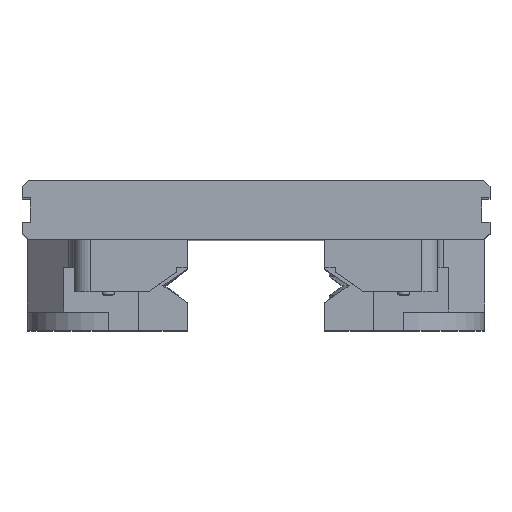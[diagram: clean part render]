
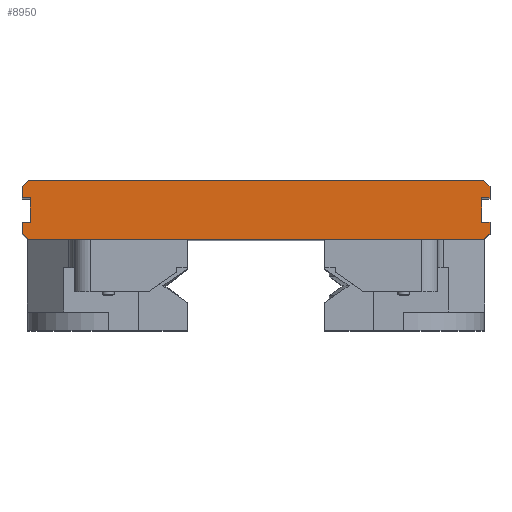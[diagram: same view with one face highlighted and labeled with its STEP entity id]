
A CAD part, top view. The second image highlights one B-rep face of the part: STEP entity #8950.
In plain terms, the highlighted planar face has unit normal (0, 0, 1).
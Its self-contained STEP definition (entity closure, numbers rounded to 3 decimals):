
#12 = ORIENTED_EDGE ( 'NONE', *, *, #17647, .T. ) ;
#768 = CARTESIAN_POINT ( 'NONE',  ( 0., 10.25, 180. ) ) ;
#1165 = VERTEX_POINT ( 'NONE', #17495 ) ;
#1189 = DIRECTION ( 'NONE',  ( -0.707, 0.707, 0. ) ) ;
#1285 = DIRECTION ( 'NONE',  ( -1., 0., 0. ) ) ;
#1295 = CARTESIAN_POINT ( 'NONE',  ( -58., 4.25, 180. ) ) ;
#1552 = VERTEX_POINT ( 'NONE', #11042 ) ;
#1578 = LINE ( 'NONE', #9191, #6265 ) ;
#1818 = VECTOR ( 'NONE', #5774, 1000. ) ;
#1943 = ORIENTED_EDGE ( 'NONE', *, *, #10214, .T. ) ;
#2139 = VECTOR ( 'NONE', #23020, 1000. ) ;
#2155 = VECTOR ( 'NONE', #8262, 1000. ) ;
#2251 = ORIENTED_EDGE ( 'NONE', *, *, #5902, .T. ) ;
#2377 = EDGE_CURVE ( 'NONE', #19618, #24269, #10106, .T. ) ;
#2597 = DIRECTION ( 'NONE',  ( -0.707, -0.707, 0. ) ) ;
#2819 = EDGE_CURVE ( 'NONE', #5156, #10623, #20432, .T. ) ;
#2856 = LINE ( 'NONE', #10355, #22067 ) ;
#3054 = DIRECTION ( 'NONE',  ( 0.707, 0.707, 0. ) ) ;
#3109 = CARTESIAN_POINT ( 'NONE',  ( -58., 0., 180. ) ) ;
#3170 = CARTESIAN_POINT ( 'NONE',  ( -56., 4.25, 180. ) ) ;
#3269 = ORIENTED_EDGE ( 'NONE', *, *, #2377, .T. ) ;
#4297 = LINE ( 'NONE', #11783, #8945 ) ;
#4320 = ORIENTED_EDGE ( 'NONE', *, *, #7302, .T. ) ;
#4752 = LINE ( 'NONE', #21807, #18252 ) ;
#4766 = DIRECTION ( 'NONE',  ( 1., 0., 0. ) ) ;
#4907 = DIRECTION ( 'NONE',  ( -1., 0., 0. ) ) ;
#5128 = CARTESIAN_POINT ( 'NONE',  ( 56.5, 0., 180. ) ) ;
#5156 = VERTEX_POINT ( 'NONE', #15600 ) ;
#5476 = CARTESIAN_POINT ( 'NONE',  ( 0., 4.25, 180. ) ) ;
#5478 = EDGE_CURVE ( 'NONE', #17060, #10219, #1578, .T. ) ;
#5774 = DIRECTION ( 'NONE',  ( 0., -1., 0. ) ) ;
#5845 = CARTESIAN_POINT ( 'NONE',  ( -56.5, 0., 180. ) ) ;
#5902 = EDGE_CURVE ( 'NONE', #19426, #17060, #16974, .T. ) ;
#6265 = VECTOR ( 'NONE', #12620, 1000. ) ;
#6361 = CARTESIAN_POINT ( 'NONE',  ( 58., 4.25, 180. ) ) ;
#6399 = VERTEX_POINT ( 'NONE', #15424 ) ;
#6548 = VERTEX_POINT ( 'NONE', #6819 ) ;
#6819 = CARTESIAN_POINT ( 'NONE',  ( -58., 1.5, 180. ) ) ;
#7264 = ORIENTED_EDGE ( 'NONE', *, *, #10787, .T. ) ;
#7302 = EDGE_CURVE ( 'NONE', #1552, #6399, #16103, .T. ) ;
#7672 = VECTOR ( 'NONE', #8234, 1000. ) ;
#7861 = CARTESIAN_POINT ( 'NONE',  ( -58., 1.5, 180. ) ) ;
#7890 = DIRECTION ( 'NONE',  ( -1., 0., 0. ) ) ;
#8095 = AXIS2_PLACEMENT_3D ( 'NONE', #8471, #21588, #4766 ) ;
#8234 = DIRECTION ( 'NONE',  ( 0.707, -0.707, 0. ) ) ;
#8262 = DIRECTION ( 'NONE',  ( 1., 0., 0. ) ) ;
#8263 = CARTESIAN_POINT ( 'NONE',  ( -56.5, 14.5, 180. ) ) ;
#8320 = EDGE_CURVE ( 'NONE', #6399, #15412, #19287, .T. ) ;
#8471 = CARTESIAN_POINT ( 'NONE',  ( 0., 0., 180. ) ) ;
#8904 = EDGE_CURVE ( 'NONE', #16902, #5156, #12147, .T. ) ;
#8945 = VECTOR ( 'NONE', #19857, 1000. ) ;
#8950 = ADVANCED_FACE ( 'NONE', ( #23795 ), #10305, .T. ) ;
#9159 = LINE ( 'NONE', #5476, #16728 ) ;
#9188 = CARTESIAN_POINT ( 'NONE',  ( -58., 13., 180. ) ) ;
#9191 = CARTESIAN_POINT ( 'NONE',  ( 58., 0., 180. ) ) ;
#9284 = CARTESIAN_POINT ( 'NONE',  ( 58., 0., 180. ) ) ;
#9389 = EDGE_CURVE ( 'NONE', #10219, #1552, #4752, .T. ) ;
#10106 = LINE ( 'NONE', #768, #2155 ) ;
#10214 = EDGE_CURVE ( 'NONE', #15412, #19618, #13257, .T. ) ;
#10219 = VERTEX_POINT ( 'NONE', #22811 ) ;
#10305 = PLANE ( 'NONE',  #8095 ) ;
#10355 = CARTESIAN_POINT ( 'NONE',  ( 56., 0., 180. ) ) ;
#10453 = VERTEX_POINT ( 'NONE', #3170 ) ;
#10623 = VERTEX_POINT ( 'NONE', #6361 ) ;
#10787 = EDGE_CURVE ( 'NONE', #10623, #1165, #21372, .T. ) ;
#11042 = CARTESIAN_POINT ( 'NONE',  ( 56.5, 14.5, 180. ) ) ;
#11291 = EDGE_LOOP ( 'NONE', ( #15977, #4320, #21803, #1943, #3269, #15808, #22738, #22204, #17319, #15021, #21406, #14881, #7264, #12, #2251, #11597 ) ) ;
#11322 = EDGE_CURVE ( 'NONE', #24269, #10453, #4297, .T. ) ;
#11597 = ORIENTED_EDGE ( 'NONE', *, *, #5478, .T. ) ;
#11783 = CARTESIAN_POINT ( 'NONE',  ( -56., 0., 180. ) ) ;
#11951 = CARTESIAN_POINT ( 'NONE',  ( -56., 10.25, 180. ) ) ;
#12053 = CARTESIAN_POINT ( 'NONE',  ( 0., 10.25, 180. ) ) ;
#12147 = LINE ( 'NONE', #16196, #23706 ) ;
#12620 = DIRECTION ( 'NONE',  ( 0., 1., 0. ) ) ;
#12922 = VERTEX_POINT ( 'NONE', #1295 ) ;
#13244 = VERTEX_POINT ( 'NONE', #5845 ) ;
#13257 = LINE ( 'NONE', #17195, #1818 ) ;
#13407 = CARTESIAN_POINT ( 'NONE',  ( 0., 4.25, 180. ) ) ;
#13703 = CARTESIAN_POINT ( 'NONE',  ( -58., 10.25, 180. ) ) ;
#14034 = VECTOR ( 'NONE', #2597, 1000. ) ;
#14267 = DIRECTION ( 'NONE',  ( 0., -1., 0. ) ) ;
#14371 = VECTOR ( 'NONE', #7890, 1000. ) ;
#14507 = EDGE_CURVE ( 'NONE', #12922, #6548, #22003, .T. ) ;
#14881 = ORIENTED_EDGE ( 'NONE', *, *, #2819, .T. ) ;
#15021 = ORIENTED_EDGE ( 'NONE', *, *, #21852, .T. ) ;
#15412 = VERTEX_POINT ( 'NONE', #9188 ) ;
#15424 = CARTESIAN_POINT ( 'NONE',  ( -56.5, 14.5, 180. ) ) ;
#15502 = DIRECTION ( 'NONE',  ( 1., 0., 0. ) ) ;
#15600 = CARTESIAN_POINT ( 'NONE',  ( 58., 1.5, 180. ) ) ;
#15808 = ORIENTED_EDGE ( 'NONE', *, *, #11322, .T. ) ;
#15977 = ORIENTED_EDGE ( 'NONE', *, *, #9389, .T. ) ;
#16103 = LINE ( 'NONE', #23573, #20849 ) ;
#16196 = CARTESIAN_POINT ( 'NONE',  ( 56.5, 0., 180. ) ) ;
#16367 = EDGE_CURVE ( 'NONE', #6548, #13244, #17557, .T. ) ;
#16728 = VECTOR ( 'NONE', #1285, 1000. ) ;
#16902 = VERTEX_POINT ( 'NONE', #5128 ) ;
#16974 = LINE ( 'NONE', #12053, #23879 ) ;
#17060 = VERTEX_POINT ( 'NONE', #18852 ) ;
#17195 = CARTESIAN_POINT ( 'NONE',  ( -58., 0., 180. ) ) ;
#17319 = ORIENTED_EDGE ( 'NONE', *, *, #16367, .T. ) ;
#17495 = CARTESIAN_POINT ( 'NONE',  ( 56., 4.25, 180. ) ) ;
#17557 = LINE ( 'NONE', #7861, #7672 ) ;
#17647 = EDGE_CURVE ( 'NONE', #1165, #19426, #2856, .T. ) ;
#17834 = DIRECTION ( 'NONE',  ( 0., 1., 0. ) ) ;
#18252 = VECTOR ( 'NONE', #1189, 1000. ) ;
#18593 = DIRECTION ( 'NONE',  ( 0., 1., 0. ) ) ;
#18848 = VECTOR ( 'NONE', #18593, 1000. ) ;
#18852 = CARTESIAN_POINT ( 'NONE',  ( 58., 10.25, 180. ) ) ;
#19287 = LINE ( 'NONE', #8263, #14034 ) ;
#19426 = VERTEX_POINT ( 'NONE', #19715 ) ;
#19618 = VERTEX_POINT ( 'NONE', #13703 ) ;
#19715 = CARTESIAN_POINT ( 'NONE',  ( 56., 10.25, 180. ) ) ;
#19857 = DIRECTION ( 'NONE',  ( 0., -1., 0. ) ) ;
#20432 = LINE ( 'NONE', #9284, #18848 ) ;
#20849 = VECTOR ( 'NONE', #4907, 1000. ) ;
#21372 = LINE ( 'NONE', #13407, #14371 ) ;
#21406 = ORIENTED_EDGE ( 'NONE', *, *, #8904, .T. ) ;
#21588 = DIRECTION ( 'NONE',  ( 0., 0., 1. ) ) ;
#21803 = ORIENTED_EDGE ( 'NONE', *, *, #8320, .T. ) ;
#21807 = CARTESIAN_POINT ( 'NONE',  ( 58., 13., 180. ) ) ;
#21852 = EDGE_CURVE ( 'NONE', #13244, #16902, #23393, .T. ) ;
#22003 = LINE ( 'NONE', #3109, #23482 ) ;
#22067 = VECTOR ( 'NONE', #17834, 1000. ) ;
#22204 = ORIENTED_EDGE ( 'NONE', *, *, #14507, .T. ) ;
#22738 = ORIENTED_EDGE ( 'NONE', *, *, #22984, .T. ) ;
#22811 = CARTESIAN_POINT ( 'NONE',  ( 58., 13., 180. ) ) ;
#22984 = EDGE_CURVE ( 'NONE', #10453, #12922, #9159, .T. ) ;
#23020 = DIRECTION ( 'NONE',  ( 1., 0., 0. ) ) ;
#23151 = CARTESIAN_POINT ( 'NONE',  ( -56.5, 0., 180. ) ) ;
#23393 = LINE ( 'NONE', #23151, #2139 ) ;
#23482 = VECTOR ( 'NONE', #14267, 1000. ) ;
#23573 = CARTESIAN_POINT ( 'NONE',  ( 0., 14.5, 180. ) ) ;
#23706 = VECTOR ( 'NONE', #3054, 1000. ) ;
#23795 = FACE_OUTER_BOUND ( 'NONE', #11291, .T. ) ;
#23879 = VECTOR ( 'NONE', #15502, 1000. ) ;
#24269 = VERTEX_POINT ( 'NONE', #11951 ) ;
